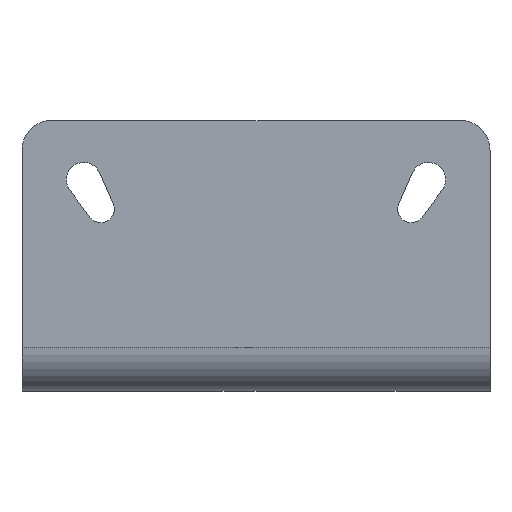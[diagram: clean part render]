
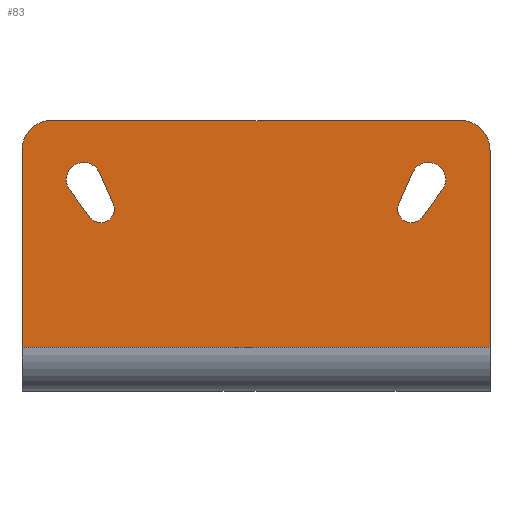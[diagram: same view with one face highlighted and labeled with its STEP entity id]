
A CAD part, front view. The second image highlights one B-rep face of the part: STEP entity #83.
In plain terms, the highlighted planar face has unit normal (0, -1, 0).
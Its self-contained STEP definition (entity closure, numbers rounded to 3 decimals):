
#29 = EDGE_CURVE ( 'NONE', #1197, #1315, #1161, .T. ) ;
#30 = CARTESIAN_POINT ( 'NONE',  ( -35., -6., 40.5 ) ) ;
#36 = ORIENTED_EDGE ( 'NONE', *, *, #261, .T. ) ;
#38 = AXIS2_PLACEMENT_3D ( 'NONE', #381, #1323, #1241 ) ;
#41 = DIRECTION ( 'NONE',  ( 0., 0., -1. ) ) ;
#44 = DIRECTION ( 'NONE',  ( 0., 0., -1. ) ) ;
#71 = EDGE_CURVE ( 'NONE', #1360, #1107, #1101, .T. ) ;
#83 = ADVANCED_FACE ( 'NONE', ( #1067, #1085, #1066 ), #125, .T. ) ;
#91 = ORIENTED_EDGE ( 'NONE', *, *, #1155, .T. ) ;
#94 = VERTEX_POINT ( 'NONE', #357 ) ;
#95 = ORIENTED_EDGE ( 'NONE', *, *, #491, .T. ) ;
#104 = CARTESIAN_POINT ( 'NONE',  ( 28.989, -6., 32.121 ) ) ;
#114 = DIRECTION ( 'NONE',  ( 0.408, 0., 0.913 ) ) ;
#122 = DIRECTION ( 'NONE',  ( 0., 0., -1. ) ) ;
#125 = PLANE ( 'NONE',  #231 ) ;
#140 = DIRECTION ( 'NONE',  ( -0.594, 0., -0.804 ) ) ;
#148 = AXIS2_PLACEMENT_3D ( 'NONE', #568, #770, #991 ) ;
#162 = ORIENTED_EDGE ( 'NONE', *, *, #451, .T. ) ;
#177 = ORIENTED_EDGE ( 'NONE', *, *, #923, .T. ) ;
#178 = EDGE_CURVE ( 'NONE', #1211, #1197, #686, .T. ) ;
#180 = CIRCLE ( 'NONE', #1043, 2.75 ) ;
#181 = CARTESIAN_POINT ( 'NONE',  ( 41.5, -6., 49. ) ) ;
#196 = CARTESIAN_POINT ( 'NONE',  ( 37.815, -6., 34.92 ) ) ;
#209 = LINE ( 'NONE', #1157, #1302 ) ;
#216 = CARTESIAN_POINT ( 'NONE',  ( -28.989, -6., 32.121 ) ) ;
#228 = CARTESIAN_POINT ( 'NONE',  ( 33.712, -6., 29.366 ) ) ;
#231 = AXIS2_PLACEMENT_3D ( 'NONE', #863, #1257, #1064 ) ;
#237 = DIRECTION ( 'NONE',  ( 1., 0., 0. ) ) ;
#253 = EDGE_LOOP ( 'NONE', ( #177, #387, #598, #36, #692 ) ) ;
#261 = EDGE_CURVE ( 'NONE', #1315, #510, #541, .T. ) ;
#269 = VERTEX_POINT ( 'NONE', #30 ) ;
#293 = EDGE_CURVE ( 'NONE', #1107, #946, #398, .T. ) ;
#303 = CARTESIAN_POINT ( 'NONE',  ( -47.5, -6., 3. ) ) ;
#327 = CARTESIAN_POINT ( 'NONE',  ( -33.712, -6., 29.366 ) ) ;
#328 = CARTESIAN_POINT ( 'NONE',  ( 31.804, -6., 38.427 ) ) ;
#340 = VERTEX_POINT ( 'NONE', #181 ) ;
#357 = CARTESIAN_POINT ( 'NONE',  ( 28.989, -6., 32.121 ) ) ;
#359 = CARTESIAN_POINT ( 'NONE',  ( -41.5, -6., 49. ) ) ;
#360 = AXIS2_PLACEMENT_3D ( 'NONE', #662, #647, #687 ) ;
#366 = VECTOR ( 'NONE', #114, 1000. ) ;
#381 = CARTESIAN_POINT ( 'NONE',  ( -41.5, -6., 43. ) ) ;
#387 = ORIENTED_EDGE ( 'NONE', *, *, #178, .T. ) ;
#396 = DIRECTION ( 'NONE',  ( 0., 1., 0. ) ) ;
#398 = LINE ( 'NONE', #688, #418 ) ;
#406 = ORIENTED_EDGE ( 'NONE', *, *, #1044, .T. ) ;
#409 = DIRECTION ( 'NONE',  ( 0., 0., -1. ) ) ;
#413 = DIRECTION ( 'NONE',  ( 0., 0., -1. ) ) ;
#418 = VECTOR ( 'NONE', #41, 1000. ) ;
#420 = CARTESIAN_POINT ( 'NONE',  ( 47.5, -6., -6. ) ) ;
#427 = VERTEX_POINT ( 'NONE', #735 ) ;
#451 = EDGE_CURVE ( 'NONE', #1011, #269, #1190, .T. ) ;
#460 = VECTOR ( 'NONE', #586, 1000. ) ;
#465 = DIRECTION ( 'NONE',  ( 0., 0., -1. ) ) ;
#480 = EDGE_LOOP ( 'NONE', ( #95, #91, #907, #162, #406 ) ) ;
#491 = EDGE_CURVE ( 'NONE', #1235, #1293, #982, .T. ) ;
#494 = ORIENTED_EDGE ( 'NONE', *, *, #71, .T. ) ;
#501 = CARTESIAN_POINT ( 'NONE',  ( 35., -6., 37. ) ) ;
#510 = VERTEX_POINT ( 'NONE', #1267 ) ;
#523 = VECTOR ( 'NONE', #140, 1000. ) ;
#531 = CIRCLE ( 'NONE', #148, 2.75 ) ;
#533 = AXIS2_PLACEMENT_3D ( 'NONE', #887, #898, #910 ) ;
#534 = AXIS2_PLACEMENT_3D ( 'NONE', #501, #396, #465 ) ;
#537 = DIRECTION ( 'NONE',  ( 1., 0., 0. ) ) ;
#541 = LINE ( 'NONE', #228, #523 ) ;
#552 = CARTESIAN_POINT ( 'NONE',  ( -37.815, -6., 34.92 ) ) ;
#568 = CARTESIAN_POINT ( 'NONE',  ( -31.5, -6., 31. ) ) ;
#586 = DIRECTION ( 'NONE',  ( -0.594, 0., 0.804 ) ) ;
#590 = CARTESIAN_POINT ( 'NONE',  ( -31.804, -6., 38.427 ) ) ;
#598 = ORIENTED_EDGE ( 'NONE', *, *, #29, .T. ) ;
#607 = DIRECTION ( 'NONE',  ( 0., 1., 0. ) ) ;
#615 = LINE ( 'NONE', #104, #366 ) ;
#618 = CARTESIAN_POINT ( 'NONE',  ( -47.5, -6., 49. ) ) ;
#639 = CARTESIAN_POINT ( 'NONE',  ( 47.5, -6., 43. ) ) ;
#647 = DIRECTION ( 'NONE',  ( 0., 1., 0. ) ) ;
#662 = CARTESIAN_POINT ( 'NONE',  ( -35., -6., 37. ) ) ;
#670 = CARTESIAN_POINT ( 'NONE',  ( -33.712, -6., 29.366 ) ) ;
#675 = ORIENTED_EDGE ( 'NONE', *, *, #1120, .T. ) ;
#686 = CIRCLE ( 'NONE', #534, 3.5 ) ;
#687 = DIRECTION ( 'NONE',  ( 0., 0., -1. ) ) ;
#688 = CARTESIAN_POINT ( 'NONE',  ( -47.5, -6., -6. ) ) ;
#692 = ORIENTED_EDGE ( 'NONE', *, *, #862, .T. ) ;
#713 = EDGE_CURVE ( 'NONE', #1360, #340, #1112, .T. ) ;
#735 = CARTESIAN_POINT ( 'NONE',  ( 47.5, -6., 3. ) ) ;
#770 = DIRECTION ( 'NONE',  ( 0., 1., 0. ) ) ;
#812 = CARTESIAN_POINT ( 'NONE',  ( 35., -6., 37. ) ) ;
#831 = CIRCLE ( 'NONE', #899, 6. ) ;
#862 = EDGE_CURVE ( 'NONE', #510, #94, #180, .T. ) ;
#863 = CARTESIAN_POINT ( 'NONE',  ( -47.5, -6., -6. ) ) ;
#887 = CARTESIAN_POINT ( 'NONE',  ( -35., -6., 37. ) ) ;
#898 = DIRECTION ( 'NONE',  ( 0., 1., 0. ) ) ;
#899 = AXIS2_PLACEMENT_3D ( 'NONE', #1311, #1363, #44 ) ;
#907 = ORIENTED_EDGE ( 'NONE', *, *, #1220, .T. ) ;
#910 = DIRECTION ( 'NONE',  ( 0., 0., -1. ) ) ;
#918 = ORIENTED_EDGE ( 'NONE', *, *, #293, .T. ) ;
#919 = VERTEX_POINT ( 'NONE', #639 ) ;
#920 = VECTOR ( 'NONE', #1338, 1000. ) ;
#923 = EDGE_CURVE ( 'NONE', #94, #1211, #615, .T. ) ;
#931 = LINE ( 'NONE', #420, #1171 ) ;
#946 = VERTEX_POINT ( 'NONE', #303 ) ;
#978 = EDGE_CURVE ( 'NONE', #919, #427, #931, .T. ) ;
#982 = LINE ( 'NONE', #1359, #920 ) ;
#991 = DIRECTION ( 'NONE',  ( 0., 0., -1. ) ) ;
#1011 = VERTEX_POINT ( 'NONE', #552 ) ;
#1013 = VECTOR ( 'NONE', #537, 1000. ) ;
#1024 = LINE ( 'NONE', #327, #460 ) ;
#1035 = VERTEX_POINT ( 'NONE', #670 ) ;
#1043 = AXIS2_PLACEMENT_3D ( 'NONE', #1180, #1062, #413 ) ;
#1044 = EDGE_CURVE ( 'NONE', #269, #1235, #1076, .T. ) ;
#1062 = DIRECTION ( 'NONE',  ( 0., 1., 0. ) ) ;
#1064 = DIRECTION ( 'NONE',  ( 0., 0., -1. ) ) ;
#1066 = FACE_BOUND ( 'NONE', #480, .T. ) ;
#1067 = FACE_OUTER_BOUND ( 'NONE', #1303, .T. ) ;
#1076 = CIRCLE ( 'NONE', #533, 3.5 ) ;
#1085 = FACE_BOUND ( 'NONE', #253, .T. ) ;
#1090 = CARTESIAN_POINT ( 'NONE',  ( -47.5, -6., 43. ) ) ;
#1101 = CIRCLE ( 'NONE', #38, 6. ) ;
#1106 = ORIENTED_EDGE ( 'NONE', *, *, #713, .F. ) ;
#1107 = VERTEX_POINT ( 'NONE', #1090 ) ;
#1112 = LINE ( 'NONE', #618, #1013 ) ;
#1120 = EDGE_CURVE ( 'NONE', #919, #340, #831, .T. ) ;
#1155 = EDGE_CURVE ( 'NONE', #1293, #1035, #531, .T. ) ;
#1157 = CARTESIAN_POINT ( 'NONE',  ( -47.5, -6., 3. ) ) ;
#1161 = CIRCLE ( 'NONE', #1255, 3.5 ) ;
#1170 = CARTESIAN_POINT ( 'NONE',  ( 35., -6., 40.5 ) ) ;
#1171 = VECTOR ( 'NONE', #409, 1000. ) ;
#1180 = CARTESIAN_POINT ( 'NONE',  ( 31.5, -6., 31. ) ) ;
#1190 = CIRCLE ( 'NONE', #360, 3.5 ) ;
#1196 = EDGE_CURVE ( 'NONE', #946, #427, #209, .T. ) ;
#1197 = VERTEX_POINT ( 'NONE', #1170 ) ;
#1200 = ORIENTED_EDGE ( 'NONE', *, *, #978, .F. ) ;
#1211 = VERTEX_POINT ( 'NONE', #328 ) ;
#1220 = EDGE_CURVE ( 'NONE', #1035, #1011, #1024, .T. ) ;
#1235 = VERTEX_POINT ( 'NONE', #590 ) ;
#1241 = DIRECTION ( 'NONE',  ( 0., 0., -1. ) ) ;
#1255 = AXIS2_PLACEMENT_3D ( 'NONE', #812, #607, #122 ) ;
#1257 = DIRECTION ( 'NONE',  ( 0., -1., 0. ) ) ;
#1267 = CARTESIAN_POINT ( 'NONE',  ( 33.712, -6., 29.366 ) ) ;
#1293 = VERTEX_POINT ( 'NONE', #216 ) ;
#1302 = VECTOR ( 'NONE', #237, 1000. ) ;
#1303 = EDGE_LOOP ( 'NONE', ( #494, #918, #1347, #1200, #675, #1106 ) ) ;
#1311 = CARTESIAN_POINT ( 'NONE',  ( 41.5, -6., 43. ) ) ;
#1315 = VERTEX_POINT ( 'NONE', #196 ) ;
#1323 = DIRECTION ( 'NONE',  ( 0., -1., 0. ) ) ;
#1338 = DIRECTION ( 'NONE',  ( 0.408, 0., -0.913 ) ) ;
#1347 = ORIENTED_EDGE ( 'NONE', *, *, #1196, .T. ) ;
#1359 = CARTESIAN_POINT ( 'NONE',  ( -28.989, -6., 32.121 ) ) ;
#1360 = VERTEX_POINT ( 'NONE', #359 ) ;
#1363 = DIRECTION ( 'NONE',  ( 0., -1., 0. ) ) ;
